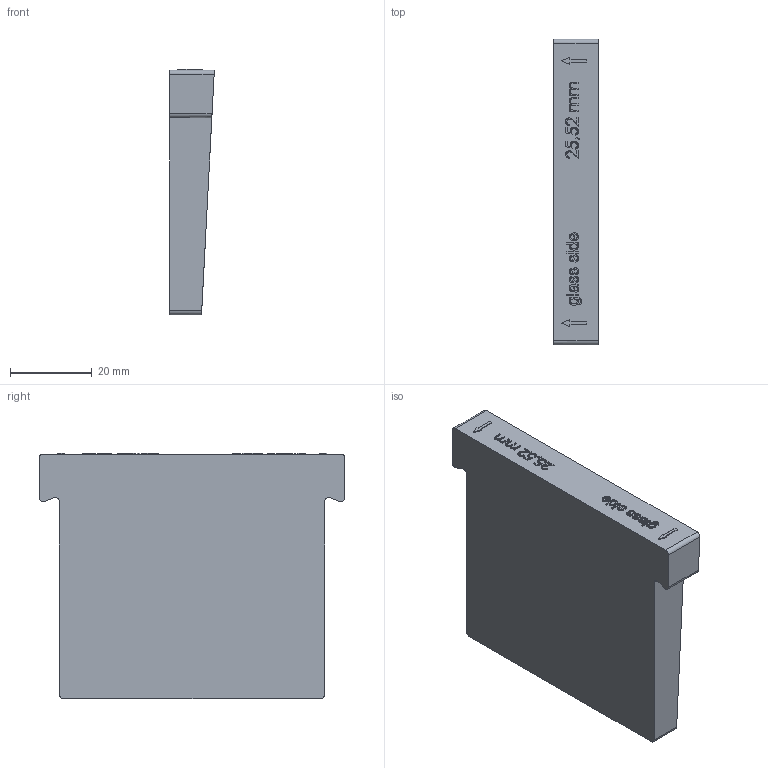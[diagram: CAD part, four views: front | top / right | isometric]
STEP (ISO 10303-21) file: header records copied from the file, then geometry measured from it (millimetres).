
FILE_DESCRIPTION (( 'STEP AP203' ), '1' );
FILE_NAME ('A19_0008-PLAST 25,52 .STEP', '2022-10-07T06:49:45', ( '' ), ( '' ), 'SwSTEP 2.0', 'SolidWorks 2019', '' );
FILE_SCHEMA (( 'CONFIG_CONTROL_DESIGN' ));
Length unit declared in the file: millimetre
Products named in the file (1): A19_0008-PLAST 25,52 
Bounding box: 10.95 x 75 x 60.2 mm (x, y, z)
Volume: 17541.4 mm3; surface area: 17671.9 mm2
Topology: 1 solids, 1 shells, 349 faces, 924 edges, 616 vertices
Faces by surface type: plane 208, cylinder 73, bspline 68
Entity records: 15193 total; most frequent: CARTESIAN_POINT 7046, ORIENTED_EDGE 1848, DIRECTION 1354, EDGE_CURVE 924, VECTOR 642, LINE 642, VERTEX_POINT 616, EDGE_LOOP 388
